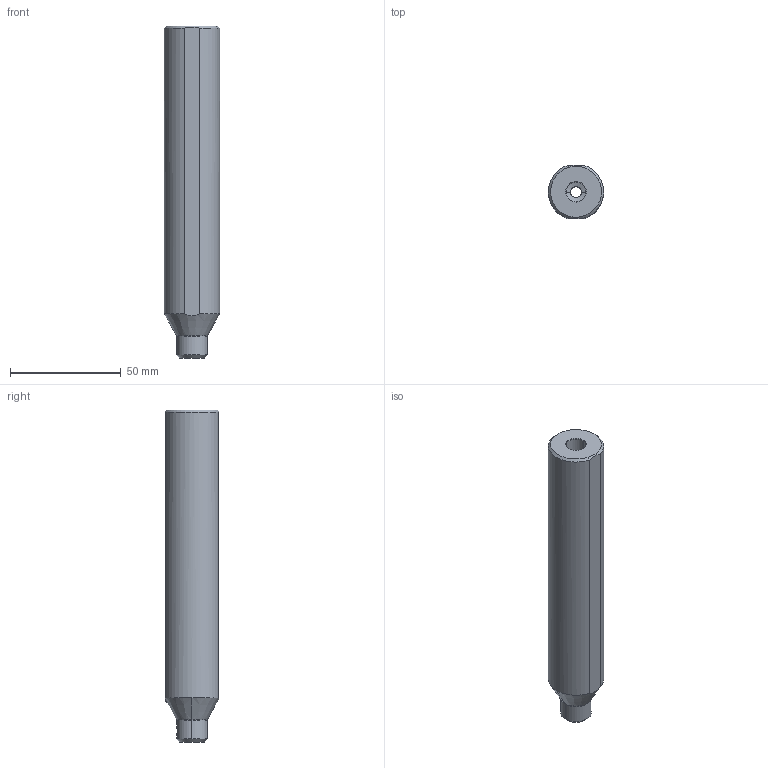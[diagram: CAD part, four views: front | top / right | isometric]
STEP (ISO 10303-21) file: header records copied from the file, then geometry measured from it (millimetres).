
FILE_DESCRIPTION(/* description */ (''),/* implementation_level */ '2;1');
FILE_NAME(/* name */ 'RBH2550N.stp',/* time_stamp */ '2018-05-09T16:27:44+09:00',/* author */ (''),/* organization */ (''),/* preprocessor_version */ 'ST-DEVELOPER v16',/* originating_system */ 'SIEMENS PLM Software NX 10.0',/* authorisation */ '');
FILE_SCHEMA (('AUTOMOTIVE_DESIGN { 1 0 10303 214 3 1 1 1 }'));
Length unit declared in the file: millimetre
Products named in the file (1): RBH2550N_ASM
Bounding box: 25 x 24 x 150 mm (x, y, z)
Volume: 60385.3 mm3; surface area: 15962.3 mm2
Topology: 4 solids, 4 shells, 86 faces, 191 edges, 115 vertices
Faces by surface type: cone 33, plane 31, cylinder 20, torus 2
Entity records: 2944 total; most frequent: CARTESIAN_POINT 847, DIRECTION 451, ORIENTED_EDGE 382, EDGE_CURVE 191, AXIS2_PLACEMENT_3D 172, VERTEX_POINT 115, LINE 107, VECTOR 107
